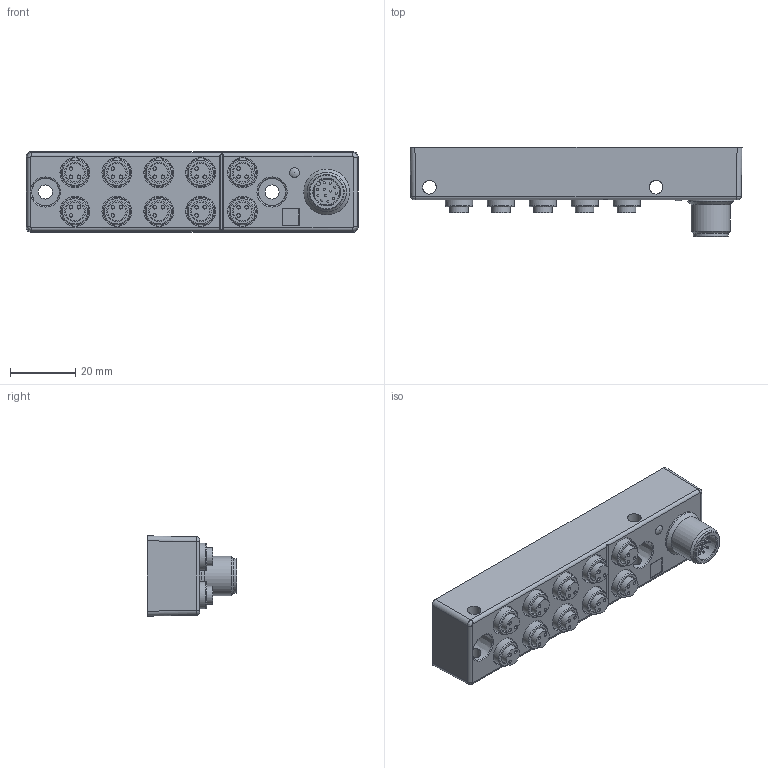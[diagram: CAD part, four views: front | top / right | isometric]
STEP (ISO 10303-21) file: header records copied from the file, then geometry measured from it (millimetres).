
FILE_DESCRIPTION(/* description */ (''),/* implementation_level */ '2;1');
FILE_NAME(/* name */ '10IOS8-3P1T.stp',/* time_stamp */ '2017-01-27T08:42:45+01:00',/* author */ (''),/* organization */ (''),/* preprocessor_version */ 'ST-DEVELOPER v16',/* originating_system */ 'SIEMENS PLM Software NX 10.0',/* authorisation */ '');
FILE_SCHEMA (('AUTOMOTIVE_DESIGN { 1 0 10303 214 3 1 1 1 }'));
Length unit declared in the file: millimetre
Products named in the file (1): 5023302_10IOS8-3P1T
Bounding box: 101.4 x 27.3 x 24.51 mm (x, y, z)
Volume: 39625.8 mm3; surface area: 13512.8 mm2
Topology: 1 solids, 1 shells, 256 faces, 530 edges, 349 vertices
Faces by surface type: cylinder 105, plane 104, torus 14, cone 14, sphere 13, bspline 6
Full cylindrical faces by diameter (mm): 0.6 x12, 1.075 x30, 4.2 x4, 4.3 x2, 5.65 x10, 6.4 x10, 6.9 x10, 8.3 x10, 8.5 x1, 10.65 x1, 12 x1, 14 x1
Entity records: 5902 total; most frequent: CARTESIAN_POINT 1256, DIRECTION 1046, ORIENTED_EDGE 630, AXIS2_PLACEMENT_3D 494, EDGE_LOOP 487, FACE_BOUND 411, EDGE_CURVE 315, VERTEX_POINT 280
